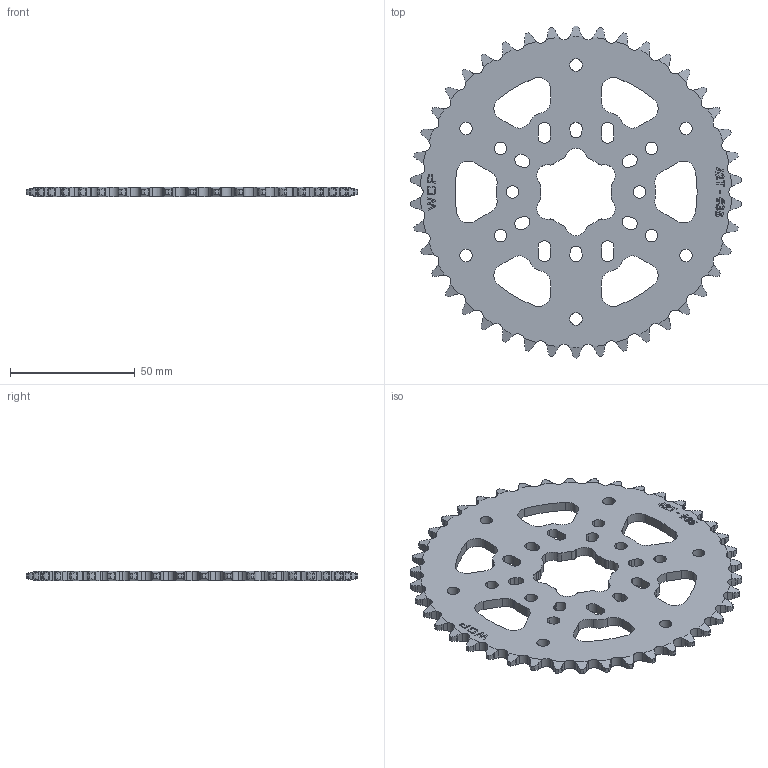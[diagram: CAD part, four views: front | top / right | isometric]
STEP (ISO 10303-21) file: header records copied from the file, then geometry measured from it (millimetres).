
FILE_DESCRIPTION (( 'STEP AP214' ), '1' );
FILE_NAME ('WCP-0984 Rev2.step', '2023-12-13T23:19:07', ( '' ), ( '' ), 'SwSTEP 2.0', 'SolidWorks 2022', '' );
FILE_SCHEMA (( 'AUTOMOTIVE_DESIGN' ));
Length unit declared in the file: inch
Products named in the file (1): WCP-0984 Rev2
Bounding box: 132.53 x 132.82 x 4 mm (x, y, z)
Volume: 37220.3 mm3; surface area: 24564.3 mm2
Topology: 1 solids, 1 shells, 849 faces, 2502 edges, 1668 vertices
Faces by surface type: cylinder 402, plane 328, cone 84, bspline 35
Entity records: 31190 total; most frequent: CARTESIAN_POINT 8983, ORIENTED_EDGE 5004, DIRECTION 4230, EDGE_CURVE 2502, VERTEX_POINT 1668, AXIS2_PLACEMENT_3D 1511, VECTOR 1208, LINE 1208
